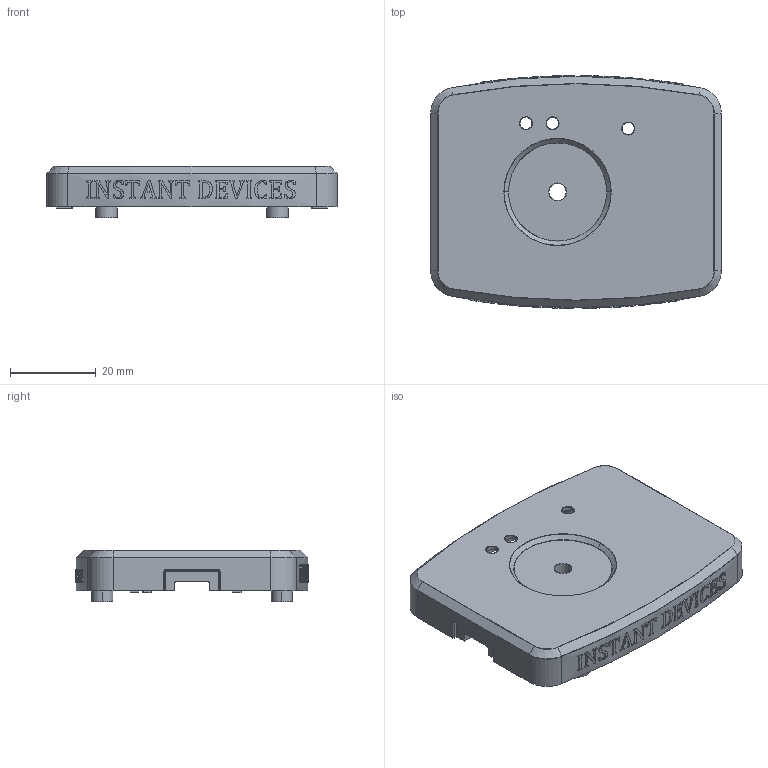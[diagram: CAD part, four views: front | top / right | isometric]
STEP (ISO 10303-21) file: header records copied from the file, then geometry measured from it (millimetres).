
FILE_DESCRIPTION (( 'STEP AP214' ), '1' );
FILE_NAME ('Top Cover_USB Killer Detector_Rev 03.STEP', '2021-09-08T16:47:21', ( '' ), ( '' ), 'SwSTEP 2.0', 'SolidWorks 2017', '' );
FILE_SCHEMA (( 'AUTOMOTIVE_DESIGN' ));
Length unit declared in the file: millimetre
Products named in the file (1): Top Cover_USB Killer Detector_Rev 03
Bounding box: 67.9 x 54.4 x 12 mm (x, y, z)
Volume: 10930.4 mm3; surface area: 11235.2 mm2
Topology: 1 solids, 1 shells, 957 faces, 2538 edges, 1613 vertices
Faces by surface type: plane 425, bspline 292, cylinder 159, torus 51, cone 30
Entity records: 40244 total; most frequent: CARTESIAN_POINT 18124, ORIENTED_EDGE 5044, DIRECTION 3928, EDGE_CURVE 2522, VERTEX_POINT 1613, AXIS2_PLACEMENT_3D 1327, VECTOR 1274, LINE 1274
